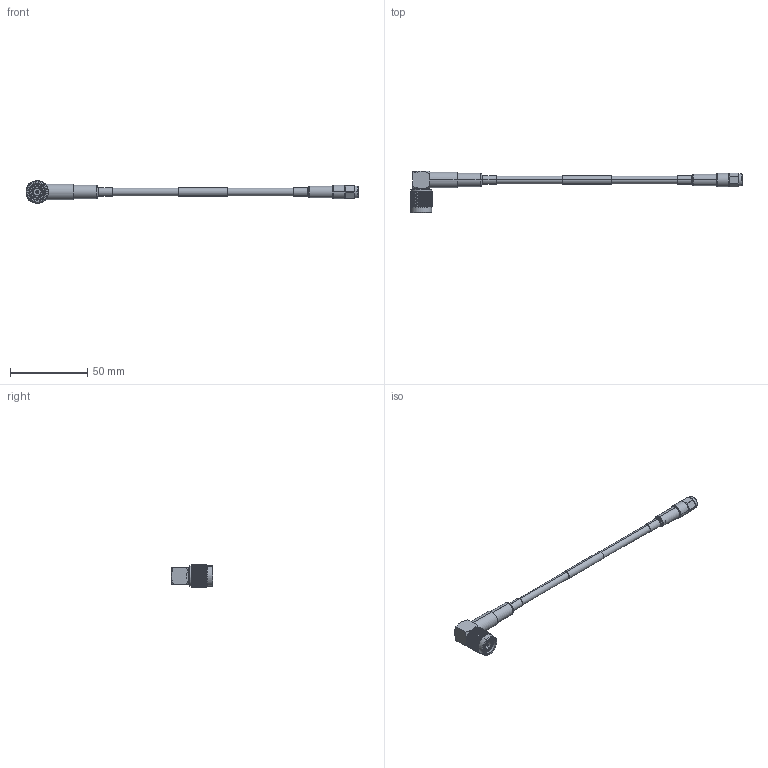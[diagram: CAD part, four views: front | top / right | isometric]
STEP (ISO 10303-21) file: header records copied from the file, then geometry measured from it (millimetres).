
FILE_DESCRIPTION (( 'STEP AP214' ), '1' );
FILE_NAME ('FMCA3186_3D.step', '2023-05-01T21:51:51', ( '' ), ( '' ), 'SwSTEP 2.0', 'SolidWorks 2022', '' );
FILE_SCHEMA (( 'AUTOMOTIVE_DESIGN' ));
Length unit declared in the file: inch
Products named in the file (6): PE44846 ¦ SC4257; LMR-200_Heatshrink-FM_1" Long; SC7029; FMCA3186_3D; LMR-200_Heatshrink-FM_SMA Male HS; LMR-200-FM
Assembly tree (5 placements, depth 2):
  FMCA3186_3D
    LMR-200-FM
    PE44846 ¦ SC4257
    LMR-200_Heatshrink-FM_1" Long
    LMR-200_Heatshrink-FM_SMA Male HS
    SC7029
Bounding box: 215.05 x 26.6 x 14.5 mm (x, y, z)
Volume: 9069.7 mm3; surface area: 10201.6 mm2
Topology: 8 solids, 8 shells, 2784 faces, 5904 edges, 3156 vertices
Faces by surface type: bspline 2010, cylinder 628, plane 71, cone 59, torus 16
Entity records: 109009 total; most frequent: CARTESIAN_POINT 70317, ORIENTED_EDGE 11808, EDGE_CURVE 5904, VERTEX_POINT 3156, EDGE_LOOP 2812, FACE_OUTER_BOUND 2784, ADVANCED_FACE 2784, DIRECTION 2594
